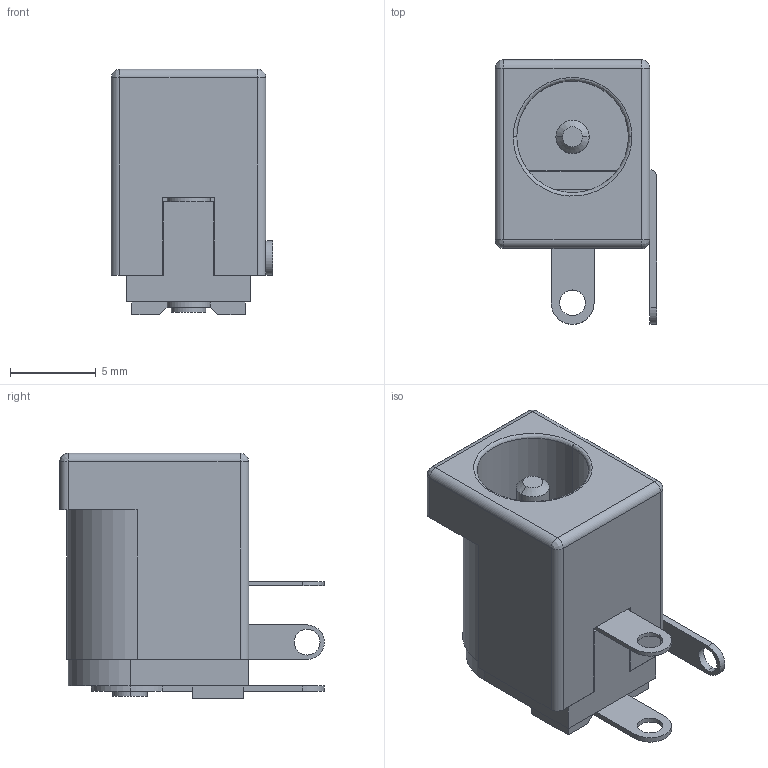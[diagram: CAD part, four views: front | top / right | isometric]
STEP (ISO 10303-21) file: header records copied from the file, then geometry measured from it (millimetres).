
FILE_DESCRIPTION (( 'STEP AP214' ), '1' );
FILE_NAME ('DC-005.STEP', '2020-11-16T01:12:51', ( '' ), ( '' ), 'SwSTEP 2.0', 'SolidWorks 2017', '' );
FILE_SCHEMA (( 'AUTOMOTIVE_DESIGN' ));
Length unit declared in the file: millimetre
Products named in the file (1): DC-005
Bounding box: 9.4 x 15.4 x 14.3 mm (x, y, z)
Volume: 930.2 mm3; surface area: 1292.9 mm2
Topology: 8 solids, 8 shells, 101 faces, 234 edges, 148 vertices
Faces by surface type: plane 58, cylinder 35, bspline 6, cone 2
Entity records: 3107 total; most frequent: CARTESIAN_POINT 712, DIRECTION 474, ORIENTED_EDGE 460, EDGE_CURVE 230, AXIS2_PLACEMENT_3D 162, LINE 150, VECTOR 150, VERTEX_POINT 148
